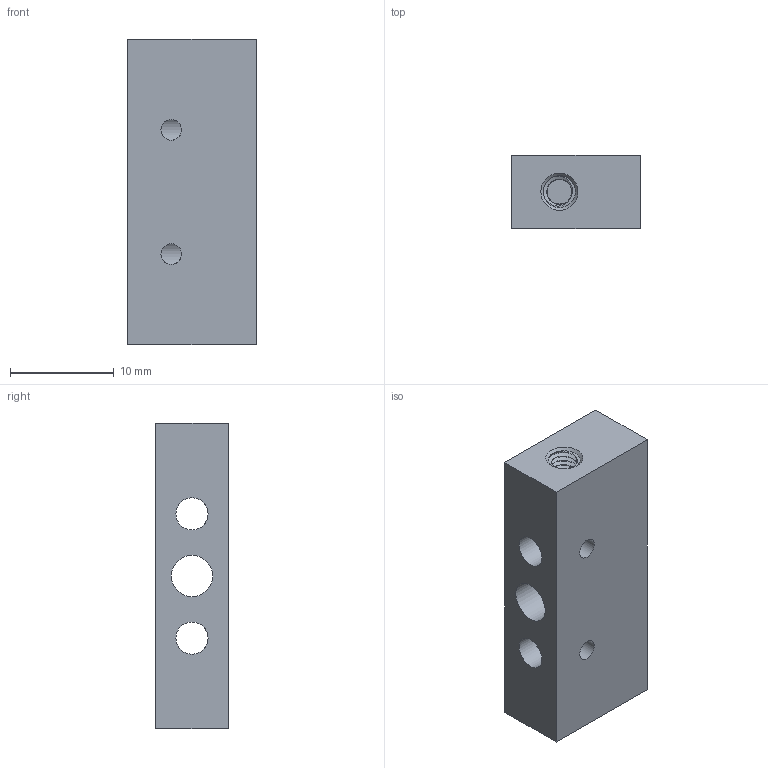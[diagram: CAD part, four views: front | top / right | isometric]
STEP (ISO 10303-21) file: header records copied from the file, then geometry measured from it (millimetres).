
FILE_DESCRIPTION(/* description */ (''),/* implementation_level */ '2;1');
FILE_NAME(/* name */ 'translationalstages_beam4_mk1.stp',/* time_stamp */ '2022-12-10T13:44:18+01:00',/* author */ ('Rik Ubaghs'),/* organization */ (''),/* preprocessor_version */ 'ST-DEVELOPER v18.1',/* originating_system */ 'Autodesk Inventor 2021',/* authorisation */ '');
FILE_SCHEMA (('AUTOMOTIVE_DESIGN { 1 0 10303 214 3 1 1 }'));
Length unit declared in the file: millimetre
Products named in the file (1): translationalstages_beam4_mk1
Bounding box: 12.4 x 7 x 29.48 mm (x, y, z)
Volume: 2118 mm3; surface area: 1793.3 mm2
Topology: 1 solids, 1 shells, 43 faces, 112 edges, 75 vertices
Faces by surface type: cylinder 21, plane 12, bspline 6, cone 4
Full cylindrical faces by diameter (mm): 2 x2, 3.08 x10, 3.1 x2, 4 x3
Entity records: 19098 total; most frequent: CARTESIAN_POINT 18019, ORIENTED_EDGE 224, DIRECTION 165, EDGE_CURVE 112, VERTEX_POINT 75, AXIS2_PLACEMENT_3D 65, EDGE_LOOP 57, B_SPLINE_CURVE_WITH_KNOTS 50
